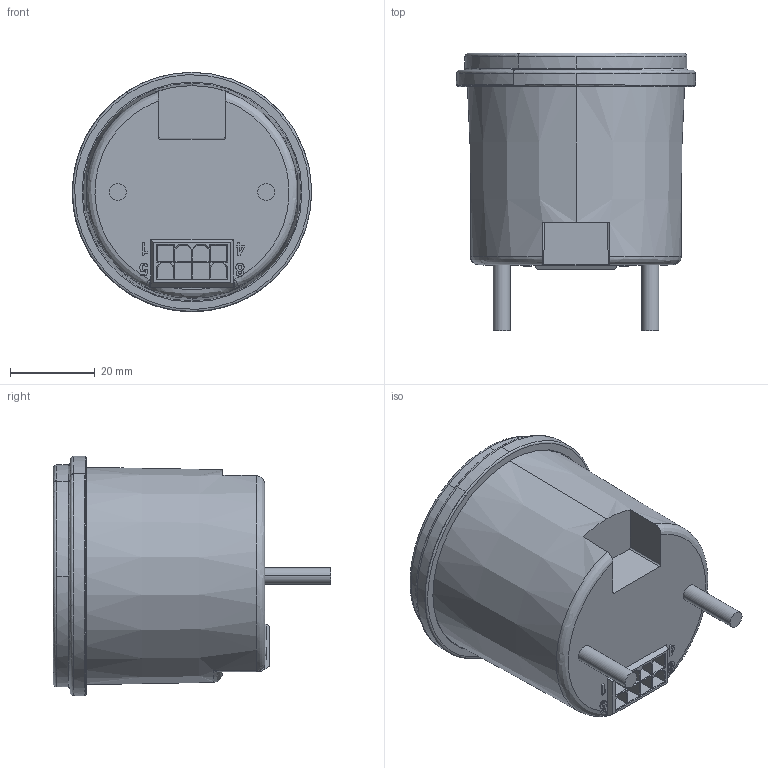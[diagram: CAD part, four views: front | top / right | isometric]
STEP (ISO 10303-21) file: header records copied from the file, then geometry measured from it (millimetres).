
FILE_DESCRIPTION (( 'STEP AP214' ), '1' );
FILE_NAME ('908R.STEP', '2020-04-21T15:22:11', ( '' ), ( '' ), 'SwSTEP 2.0', 'SolidWorks 2018', '' );
FILE_SCHEMA (( 'AUTOMOTIVE_DESIGN' ));
Length unit declared in the file: inch
Products named in the file (1): 908R
Bounding box: 56.41 x 65.5 x 56.44 mm (x, y, z)
Volume: 94925.9 mm3; surface area: 14696.1 mm2
Topology: 1 solids, 1 shells, 277 faces, 678 edges, 426 vertices
Faces by surface type: plane 210, bspline 44, cylinder 19, cone 4
Entity records: 13259 total; most frequent: CARTESIAN_POINT 4047, ORIENTED_EDGE 1356, DIRECTION 1090, EDGE_CURVE 678, LINE 516, VECTOR 516, VERTEX_POINT 426, EDGE_LOOP 300
